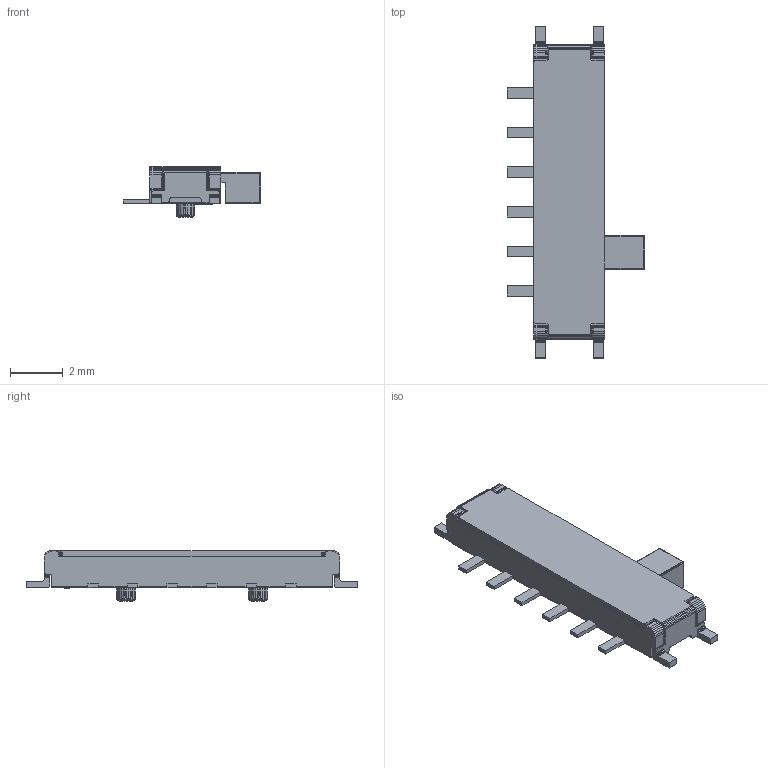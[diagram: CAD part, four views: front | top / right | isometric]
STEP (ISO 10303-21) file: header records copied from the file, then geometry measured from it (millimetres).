
FILE_DESCRIPTION(('FreeCAD Model'),'2;1');
FILE_NAME('Open CASCADE Shape Model','2023-12-13T20:26:01',('Author'),( ''),'Open CASCADE STEP processor 7.6','FreeCAD','Unknown');
FILE_SCHEMA(('AUTOMOTIVE_DESIGN { 1 0 10303 214 1 1 1 1 }'));
Products named in the file (1): K3_1410S002
Bounding box: 5.2 x 12.6 x 1.9 mm (x, y, z)
Surface area: 192.3 mm2 (no closed solid volume)
Topology: 0 solids, 8 shells, 2788 faces, 5178 edges, 2424 vertices
Faces by surface type: plane 2788
Entity records: 63541 total; most frequent: DIRECTION 10756, CARTESIAN_POINT 10391, ORIENTED_EDGE 10356, EDGE_CURVE 5178, LINE 5178, VECTOR 5178, FACE_BOUND 2806, EDGE_LOOP 2806
